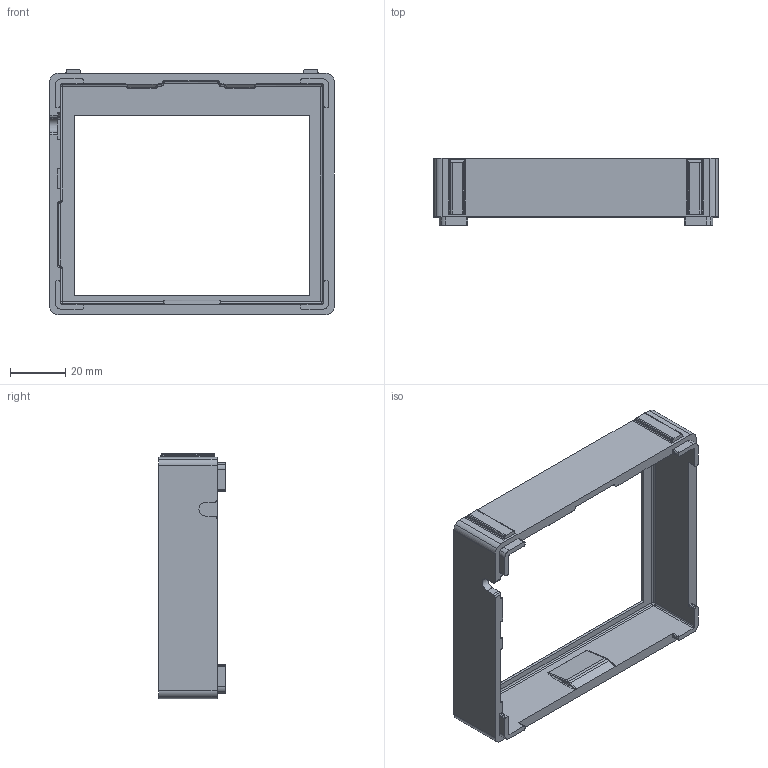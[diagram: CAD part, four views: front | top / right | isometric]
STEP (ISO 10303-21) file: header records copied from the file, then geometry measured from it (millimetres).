
FILE_DESCRIPTION(('STEP AP214'),'1');
FILE_NAME('front.stp','2026-01-02T07:34:55',(' '),(' '),'Spatial InterOp 3D',' ',' ');
FILE_SCHEMA(('AUTOMOTIVE_DESIGN { 1 0 10303 214 1 1 1 1 }'));
Length unit declared in the file: millimetre
Products named in the file (1): front
Bounding box: 102.6 x 24.06 x 88.6 mm (x, y, z)
Volume: 34469.5 mm3; surface area: 22138.2 mm2
Topology: 1 solids, 1 shells, 520 faces, 1467 edges, 950 vertices
Faces by surface type: cylinder 249, plane 133, extrusion 88, bspline 37, torus 11, sphere 2
Entity records: 29897 total; most frequent: CARTESIAN_POINT 16778, ORIENTED_EDGE 2912, DIRECTION 2495, EDGE_CURVE 1456, VERTEX_POINT 950, AXIS2_PLACEMENT_3D 870, VECTOR 755, LINE 667
